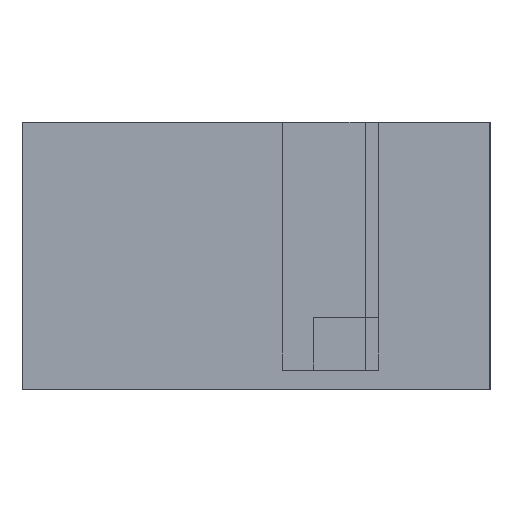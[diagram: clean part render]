
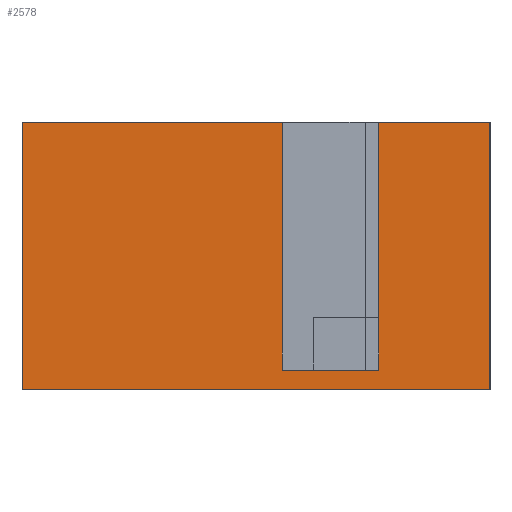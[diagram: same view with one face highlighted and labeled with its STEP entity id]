
A CAD part, left-side view. The second image highlights one B-rep face of the part: STEP entity #2578.
In plain terms, the highlighted planar face has unit normal (-1, 0, 0).
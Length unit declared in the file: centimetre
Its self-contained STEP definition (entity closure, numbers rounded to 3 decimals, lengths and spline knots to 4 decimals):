
#165=FACE_OUTER_BOUND('',#314,.T.);
#314=EDGE_LOOP('',(#1797,#1798,#1799,#1800,#1801,#1802,#1803,#1804));
#459=LINE('',#3789,#800);
#506=LINE('',#3884,#847);
#522=LINE('',#3917,#863);
#523=LINE('',#3919,#864);
#524=LINE('',#3920,#865);
#525=LINE('',#3922,#866);
#526=LINE('',#3924,#867);
#527=LINE('',#3925,#868);
#800=VECTOR('',#3066,1.);
#847=VECTOR('',#3115,1.);
#863=VECTOR('',#3143,1.);
#864=VECTOR('',#3144,1.);
#865=VECTOR('',#3145,1.);
#866=VECTOR('',#3146,1.);
#867=VECTOR('',#3147,1.);
#868=VECTOR('',#3148,1.);
#1140=VERTEX_POINT('',#3785);
#1142=VERTEX_POINT('',#3788);
#1188=VERTEX_POINT('',#3882);
#1189=VERTEX_POINT('',#3883);
#1200=VERTEX_POINT('',#3916);
#1201=VERTEX_POINT('',#3918);
#1202=VERTEX_POINT('',#3921);
#1203=VERTEX_POINT('',#3923);
#1375=EDGE_CURVE('',#1140,#1142,#459,.T.);
#1422=EDGE_CURVE('',#1188,#1189,#506,.T.);
#1438=EDGE_CURVE('',#1140,#1200,#522,.T.);
#1439=EDGE_CURVE('',#1201,#1200,#523,.T.);
#1440=EDGE_CURVE('',#1189,#1201,#524,.T.);
#1441=EDGE_CURVE('',#1188,#1202,#525,.T.);
#1442=EDGE_CURVE('',#1203,#1202,#526,.T.);
#1443=EDGE_CURVE('',#1142,#1203,#527,.T.);
#1797=ORIENTED_EDGE('',*,*,#1438,.T.);
#1798=ORIENTED_EDGE('',*,*,#1439,.F.);
#1799=ORIENTED_EDGE('',*,*,#1440,.F.);
#1800=ORIENTED_EDGE('',*,*,#1422,.F.);
#1801=ORIENTED_EDGE('',*,*,#1441,.T.);
#1802=ORIENTED_EDGE('',*,*,#1442,.F.);
#1803=ORIENTED_EDGE('',*,*,#1443,.F.);
#1804=ORIENTED_EDGE('',*,*,#1375,.F.);
#2434=PLANE('',#2877);
#2578=ADVANCED_FACE('',(#165),#2434,.T.);
#2877=AXIS2_PLACEMENT_3D('',#3915,#3141,#3142);
#3066=DIRECTION('',(0.,-1.,0.));
#3115=DIRECTION('',(0.,1.,0.));
#3141=DIRECTION('center_axis',(-1.,0.,0.));
#3142=DIRECTION('ref_axis',(0.,-1.,0.));
#3143=DIRECTION('',(0.,0.,1.));
#3144=DIRECTION('',(0.,-1.,0.));
#3145=DIRECTION('',(0.,0.,1.));
#3146=DIRECTION('',(0.,0.,1.));
#3147=DIRECTION('',(0.,-1.,0.));
#3148=DIRECTION('',(0.,0.,1.));
#3785=CARTESIAN_POINT('',(-30.,287.,0.));
#3788=CARTESIAN_POINT('',(-30.,140.,0.));
#3789=CARTESIAN_POINT('',(-30.,684.,0.));
#3882=CARTESIAN_POINT('',(-30.,-30.,-30.));
#3883=CARTESIAN_POINT('',(-30.,684.,-30.));
#3884=CARTESIAN_POINT('',(-30.,684.,-30.));
#3915=CARTESIAN_POINT('Origin',(-30.,684.,0.));
#3916=CARTESIAN_POINT('',(-30.,287.,378.));
#3917=CARTESIAN_POINT('',(-30.,287.,0.));
#3918=CARTESIAN_POINT('',(-30.,684.,378.));
#3919=CARTESIAN_POINT('',(-30.,427.,378.));
#3920=CARTESIAN_POINT('',(-30.,684.,0.));
#3921=CARTESIAN_POINT('',(-30.,-30.,378.));
#3922=CARTESIAN_POINT('',(-30.,-30.,0.));
#3923=CARTESIAN_POINT('',(-30.,140.,378.));
#3924=CARTESIAN_POINT('',(-30.,0.,378.));
#3925=CARTESIAN_POINT('',(-30.,140.,0.));
